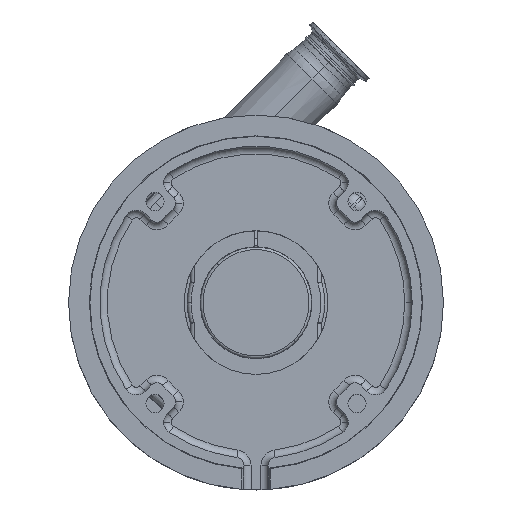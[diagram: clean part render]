
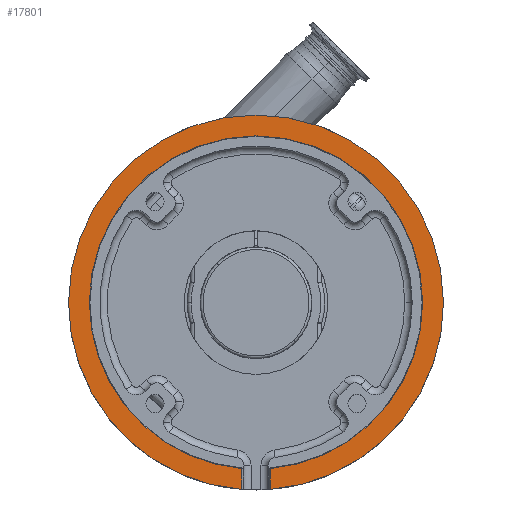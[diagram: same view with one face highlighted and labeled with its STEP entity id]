
A CAD part, top view. The second image highlights one B-rep face of the part: STEP entity #17801.
In plain terms, the highlighted planar face has unit normal (0, 0, 1).
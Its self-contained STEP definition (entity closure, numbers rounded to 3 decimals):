
#103 = ORIENTED_EDGE ( 'NONE', *, *, #18066, .F. ) ;
#657 = AXIS2_PLACEMENT_3D ( 'NONE', #3156, #14492, #3610 ) ;
#798 = DIRECTION ( 'NONE',  ( 0., 0., -1. ) ) ;
#845 = VERTEX_POINT ( 'NONE', #10186 ) ;
#1969 = VERTEX_POINT ( 'NONE', #3634 ) ;
#2034 = EDGE_CURVE ( 'NONE', #845, #2510, #6806, .T. ) ;
#2510 = VERTEX_POINT ( 'NONE', #12249 ) ;
#2569 = FACE_OUTER_BOUND ( 'NONE', #23221, .T. ) ;
#2692 = CARTESIAN_POINT ( 'NONE',  ( -11.528, -99.499, 197. ) ) ;
#2866 = CARTESIAN_POINT ( 'NONE',  ( 0., 0., 197. ) ) ;
#2951 = EDGE_CURVE ( 'NONE', #13063, #8272, #18544, .T. ) ;
#3027 = VERTEX_POINT ( 'NONE', #18137 ) ;
#3156 = CARTESIAN_POINT ( 'NONE',  ( 0., 0., 197. ) ) ;
#3266 = ORIENTED_EDGE ( 'NONE', *, *, #19344, .T. ) ;
#3610 = DIRECTION ( 'NONE',  ( 1., 0., 0. ) ) ;
#3634 = CARTESIAN_POINT ( 'NONE',  ( -11.528, -149.556, 197. ) ) ;
#3794 = DIRECTION ( 'NONE',  ( 0., 0., -1. ) ) ;
#4068 = DIRECTION ( 'NONE',  ( 0., 0., -1. ) ) ;
#4429 = ORIENTED_EDGE ( 'NONE', *, *, #21302, .T. ) ;
#4959 = CARTESIAN_POINT ( 'NONE',  ( -11.528, -132.851, 197. ) ) ;
#5020 = EDGE_CURVE ( 'NONE', #10110, #1969, #18900, .T. ) ;
#5256 = ORIENTED_EDGE ( 'NONE', *, *, #10408, .F. ) ;
#5575 = DIRECTION ( 'NONE',  ( -1., 0., 0. ) ) ;
#6091 = DIRECTION ( 'NONE',  ( 0., 0., 1. ) ) ;
#6461 = VERTEX_POINT ( 'NONE', #12951 ) ;
#6806 = CIRCLE ( 'NONE', #19676, 133.35 ) ;
#7078 = CARTESIAN_POINT ( 'NONE',  ( 0., 0., 197. ) ) ;
#7303 = DIRECTION ( 'NONE',  ( 0., 0., -1. ) ) ;
#7368 = CARTESIAN_POINT ( 'NONE',  ( 0., 0., 197. ) ) ;
#7807 = ORIENTED_EDGE ( 'NONE', *, *, #2951, .F. ) ;
#8010 = DIRECTION ( 'NONE',  ( 0., -1., 0. ) ) ;
#8272 = VERTEX_POINT ( 'NONE', #13077 ) ;
#9684 = DIRECTION ( 'NONE',  ( 0., 1., 0. ) ) ;
#10081 = DIRECTION ( 'NONE',  ( 0., 0., -1. ) ) ;
#10110 = VERTEX_POINT ( 'NONE', #4959 ) ;
#10186 = CARTESIAN_POINT ( 'NONE',  ( -133.35, 0., 197. ) ) ;
#10408 = EDGE_CURVE ( 'NONE', #8272, #3027, #17146, .T. ) ;
#11054 = CARTESIAN_POINT ( 'NONE',  ( 150., 0., 197. ) ) ;
#12249 = CARTESIAN_POINT ( 'NONE',  ( 133.35, 0., 197. ) ) ;
#12677 = CIRCLE ( 'NONE', #20250, 150. ) ;
#12951 = CARTESIAN_POINT ( 'NONE',  ( -150., 0., 197. ) ) ;
#13007 = AXIS2_PLACEMENT_3D ( 'NONE', #2866, #10081, #17312 ) ;
#13059 = CARTESIAN_POINT ( 'NONE',  ( 0., 0., 197. ) ) ;
#13063 = VERTEX_POINT ( 'NONE', #11054 ) ;
#13077 = CARTESIAN_POINT ( 'NONE',  ( 11.528, -149.556, 197. ) ) ;
#14492 = DIRECTION ( 'NONE',  ( 0., 0., -1. ) ) ;
#15666 = AXIS2_PLACEMENT_3D ( 'NONE', #18424, #6091, #21960 ) ;
#16774 = VECTOR ( 'NONE', #8010, 1000. ) ;
#16975 = CARTESIAN_POINT ( 'NONE',  ( 0., 0., 197. ) ) ;
#17018 = CARTESIAN_POINT ( 'NONE',  ( 11.528, -170.402, 197. ) ) ;
#17146 = LINE ( 'NONE', #17018, #19502 ) ;
#17206 = CIRCLE ( 'NONE', #18343, 150. ) ;
#17312 = DIRECTION ( 'NONE',  ( 1., 0., 0. ) ) ;
#17801 = ADVANCED_FACE ( 'NONE', ( #2569 ), #18779, .T. ) ;
#17956 = ORIENTED_EDGE ( 'NONE', *, *, #5020, .F. ) ;
#18066 = EDGE_CURVE ( 'NONE', #1969, #6461, #17206, .T. ) ;
#18137 = CARTESIAN_POINT ( 'NONE',  ( 11.528, -132.851, 197. ) ) ;
#18343 = AXIS2_PLACEMENT_3D ( 'NONE', #13059, #4068, #21922 ) ;
#18424 = CARTESIAN_POINT ( 'NONE',  ( 0., 0., 197. ) ) ;
#18544 = CIRCLE ( 'NONE', #22714, 150. ) ;
#18779 = PLANE ( 'NONE',  #15666 ) ;
#18900 = LINE ( 'NONE', #2692, #16774 ) ;
#19344 = EDGE_CURVE ( 'NONE', #2510, #3027, #23205, .T. ) ;
#19502 = VECTOR ( 'NONE', #9684, 1000. ) ;
#19541 = CIRCLE ( 'NONE', #657, 133.35 ) ;
#19551 = ORIENTED_EDGE ( 'NONE', *, *, #20662, .F. ) ;
#19676 = AXIS2_PLACEMENT_3D ( 'NONE', #7078, #7303, #19866 ) ;
#19866 = DIRECTION ( 'NONE',  ( 1., 0., 0. ) ) ;
#20250 = AXIS2_PLACEMENT_3D ( 'NONE', #16975, #798, #22403 ) ;
#20662 = EDGE_CURVE ( 'NONE', #6461, #13063, #12677, .T. ) ;
#21302 = EDGE_CURVE ( 'NONE', #10110, #845, #19541, .T. ) ;
#21922 = DIRECTION ( 'NONE',  ( -1., 0., 0. ) ) ;
#21960 = DIRECTION ( 'NONE',  ( 1., 0., 0. ) ) ;
#22304 = ORIENTED_EDGE ( 'NONE', *, *, #2034, .T. ) ;
#22403 = DIRECTION ( 'NONE',  ( -1., 0., 0. ) ) ;
#22714 = AXIS2_PLACEMENT_3D ( 'NONE', #7368, #3794, #5575 ) ;
#23205 = CIRCLE ( 'NONE', #13007, 133.35 ) ;
#23221 = EDGE_LOOP ( 'NONE', ( #103, #17956, #4429, #22304, #3266, #5256, #7807, #19551 ) ) ;
